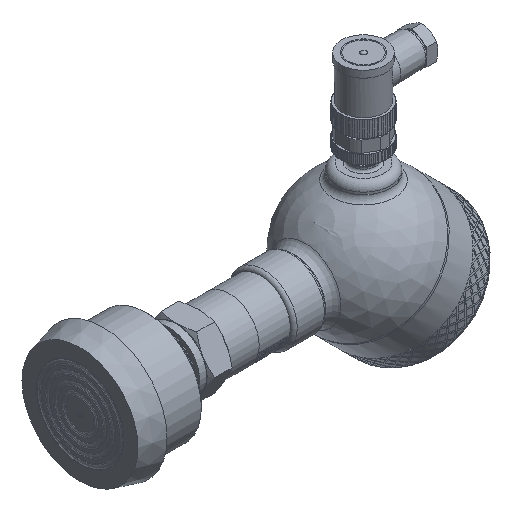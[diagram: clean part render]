
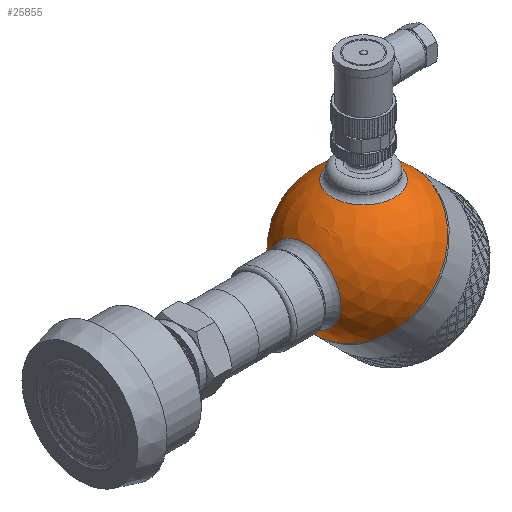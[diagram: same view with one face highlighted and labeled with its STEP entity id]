
A CAD part, isometric view. The second image highlights one B-rep face of the part: STEP entity #25855.
In plain terms, the highlighted spherical face has radius 30 mm.
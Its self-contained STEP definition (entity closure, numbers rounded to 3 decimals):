
#39=SPHERICAL_SURFACE('',#27453,30.);
#117=FACE_BOUND('',#3667,.T.);
#118=FACE_BOUND('',#3668,.T.);
#1955=FACE_OUTER_BOUND('',#3666,.T.);
#3666=EDGE_LOOP('',(#18890,#18891,#18892,#18893));
#3667=EDGE_LOOP('',(#18894));
#3668=EDGE_LOOP('',(#18895));
#5256=CIRCLE('',#27450,15.643);
#5259=CIRCLE('',#27454,30.);
#5260=CIRCLE('',#27455,30.);
#5261=CIRCLE('',#27456,30.);
#5262=CIRCLE('',#27457,13.5);
#10615=VERTEX_POINT('',#49423);
#10617=VERTEX_POINT('',#49429);
#10618=VERTEX_POINT('',#49430);
#10619=VERTEX_POINT('',#49432);
#10620=VERTEX_POINT('',#49435);
#13707=EDGE_CURVE('',#10615,#10615,#5256,.T.);
#13710=EDGE_CURVE('',#10617,#10618,#5259,.T.);
#13711=EDGE_CURVE('',#10617,#10619,#5260,.T.);
#13712=EDGE_CURVE('',#10618,#10617,#5261,.T.);
#13713=EDGE_CURVE('',#10620,#10620,#5262,.T.);
#18890=ORIENTED_EDGE('',*,*,#13710,.F.);
#18891=ORIENTED_EDGE('',*,*,#13711,.T.);
#18892=ORIENTED_EDGE('',*,*,#13711,.F.);
#18893=ORIENTED_EDGE('',*,*,#13712,.F.);
#18894=ORIENTED_EDGE('',*,*,#13707,.F.);
#18895=ORIENTED_EDGE('',*,*,#13713,.F.);
#25855=ADVANCED_FACE('',(#1955,#117,#118),#39,.T.);
#27450=AXIS2_PLACEMENT_3D('',#49424,#29614,#29615);
#27453=AXIS2_PLACEMENT_3D('',#49428,#29620,#29621);
#27454=AXIS2_PLACEMENT_3D('',#49431,#29622,#29623);
#27455=AXIS2_PLACEMENT_3D('',#49433,#29624,#29625);
#27456=AXIS2_PLACEMENT_3D('',#49434,#29626,#29627);
#27457=AXIS2_PLACEMENT_3D('',#49436,#29628,#29629);
#29614=DIRECTION('center_axis',(-0.707,0.,0.707));
#29615=DIRECTION('ref_axis',(0.707,0.,0.707));
#29620=DIRECTION('center_axis',(1.,0.,0.));
#29621=DIRECTION('ref_axis',(0.,-1.,0.));
#29622=DIRECTION('center_axis',(1.,0.,0.));
#29623=DIRECTION('ref_axis',(0.,1.,0.));
#29624=DIRECTION('center_axis',(0.,0.,1.));
#29625=DIRECTION('ref_axis',(0.,1.,0.));
#29626=DIRECTION('center_axis',(1.,0.,0.));
#29627=DIRECTION('ref_axis',(0.,1.,0.));
#29628=DIRECTION('center_axis',(-0.707,0.,-0.707));
#29629=DIRECTION('ref_axis',(-0.707,0.,0.707));
#49423=CARTESIAN_POINT('',(-29.162,0.,7.04));
#49424=CARTESIAN_POINT('Origin',(-18.101,0.,18.101));
#49428=CARTESIAN_POINT('Origin',(0.,0.,0.));
#49429=CARTESIAN_POINT('',(0.,30.,0.));
#49430=CARTESIAN_POINT('',(0.,-30.,0.));
#49431=CARTESIAN_POINT('Origin',(0.,0.,0.));
#49432=CARTESIAN_POINT('',(-30.,0.,0.));
#49433=CARTESIAN_POINT('Origin',(0.,0.,0.));
#49434=CARTESIAN_POINT('Origin',(0.,0.,0.));
#49435=CARTESIAN_POINT('',(-9.398,0.,-28.49));
#49436=CARTESIAN_POINT('Origin',(-18.944,0.,-18.944));
